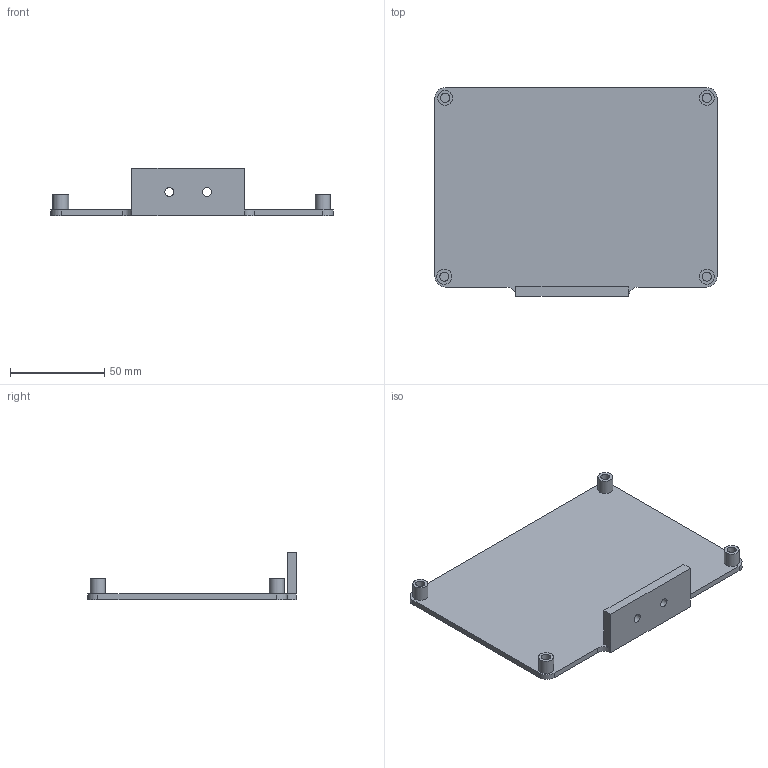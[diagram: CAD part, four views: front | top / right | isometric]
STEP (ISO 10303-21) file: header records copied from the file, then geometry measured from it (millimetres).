
FILE_DESCRIPTION(/* description */ (''),/* implementation_level */ '2;1');
FILE_NAME(/* name */ 'LattePanda Mu Mount v4.step',/* time_stamp */ '2025-10-19T11:11:16-04:00',/* author */ (''),/* organization */ (''),/* preprocessor_version */ 'ST-DEVELOPER v20.1',/* originating_system */ 'Autodesk Translation Framework v14.17.0.0',/* authorisation */ '');
FILE_SCHEMA (('AUTOMOTIVE_DESIGN { 1 0 10303 214 3 1 1 }'));
Length unit declared in the file: millimetre
Products named in the file (1): LattePanda Mu Mount
Bounding box: 149.97 x 110.97 x 25 mm (x, y, z)
Volume: 55982.9 mm3; surface area: 38106 mm2
Topology: 1 solids, 1 shells, 36 faces, 76 edges, 50 vertices
Faces by surface type: plane 20, cylinder 16
Full cylindrical faces by diameter (mm): 4.8 x6, 8 x4
Entity records: 1017 total; most frequent: DIRECTION 182, CARTESIAN_POINT 163, ORIENTED_EDGE 152, EDGE_CURVE 76, AXIS2_PLACEMENT_3D 69, VERTEX_POINT 50, EDGE_LOOP 48, LINE 44
